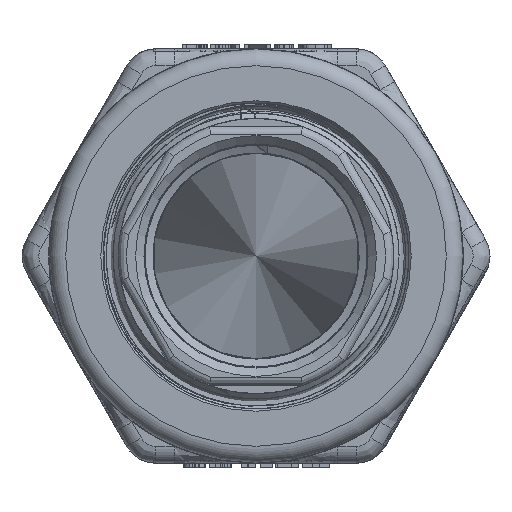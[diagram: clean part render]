
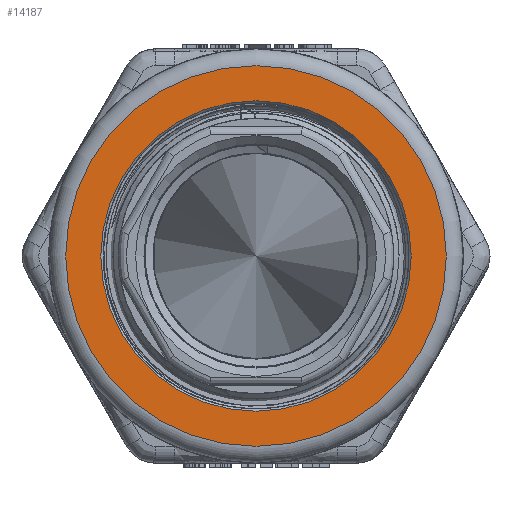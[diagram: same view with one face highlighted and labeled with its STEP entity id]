
A CAD part, front view. The second image highlights one B-rep face of the part: STEP entity #14187.
In plain terms, the highlighted face is planar.
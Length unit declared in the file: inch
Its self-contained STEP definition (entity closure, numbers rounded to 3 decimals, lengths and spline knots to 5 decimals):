
#218=PLANE('',#15152);
#851=CIRCLE('',#15104,1.15);
#852=CIRCLE('',#15105,1.15);
#864=CIRCLE('',#15129,1.41);
#865=CIRCLE('',#15130,1.41);
#977=FACE_BOUND('',#2204,.T.);
#1380=FACE_OUTER_BOUND('',#2203,.T.);
#2203=EDGE_LOOP('',(#11355,#11356));
#2204=EDGE_LOOP('',(#11357,#11358));
#6553=VERTEX_POINT('',#30144);
#6554=VERTEX_POINT('',#30145);
#6640=VERTEX_POINT('',#31018);
#6641=VERTEX_POINT('',#31020);
#8239=EDGE_CURVE('',#6553,#6554,#851,.T.);
#8240=EDGE_CURVE('',#6554,#6553,#852,.T.);
#8339=EDGE_CURVE('',#6640,#6641,#864,.T.);
#8340=EDGE_CURVE('',#6641,#6640,#865,.T.);
#11355=ORIENTED_EDGE('',*,*,#8340,.F.);
#11356=ORIENTED_EDGE('',*,*,#8339,.F.);
#11357=ORIENTED_EDGE('',*,*,#8239,.T.);
#11358=ORIENTED_EDGE('',*,*,#8240,.T.);
#14187=ADVANCED_FACE('',(#1380,#977),#218,.F.);
#15104=AXIS2_PLACEMENT_3D('',#30146,#16734,#16735);
#15105=AXIS2_PLACEMENT_3D('',#30147,#16736,#16737);
#15129=AXIS2_PLACEMENT_3D('',#31021,#16834,#16835);
#15130=AXIS2_PLACEMENT_3D('',#31022,#16836,#16837);
#15152=AXIS2_PLACEMENT_3D('',#31062,#16881,#16882);
#16734=DIRECTION('center_axis',(0.,-1.,0.));
#16735=DIRECTION('ref_axis',(-1.,0.,0.));
#16736=DIRECTION('center_axis',(0.,-1.,0.));
#16737=DIRECTION('ref_axis',(-1.,0.,0.));
#16834=DIRECTION('center_axis',(0.,-1.,0.));
#16835=DIRECTION('ref_axis',(1.,0.,0.));
#16836=DIRECTION('center_axis',(0.,-1.,0.));
#16837=DIRECTION('ref_axis',(1.,0.,0.));
#16881=DIRECTION('center_axis',(0.,-1.,0.));
#16882=DIRECTION('ref_axis',(0.,0.,-1.));
#30144=CARTESIAN_POINT('',(-1.15,0.68,0.));
#30145=CARTESIAN_POINT('',(1.15,0.68,0.));
#30146=CARTESIAN_POINT('Origin',(0.,0.68,0.));
#30147=CARTESIAN_POINT('Origin',(0.,0.68,0.));
#31018=CARTESIAN_POINT('',(0.,0.68,1.41));
#31020=CARTESIAN_POINT('',(-1.41,0.68,0.));
#31021=CARTESIAN_POINT('Origin',(0.,0.68,0.));
#31022=CARTESIAN_POINT('Origin',(0.,0.68,0.));
#31062=CARTESIAN_POINT('Origin',(0.,0.68,0.));
